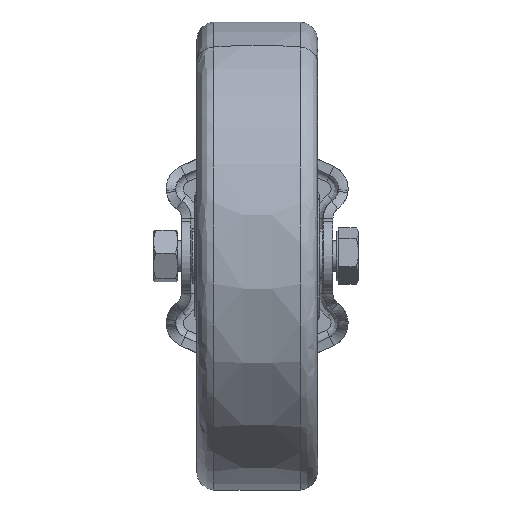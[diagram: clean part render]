
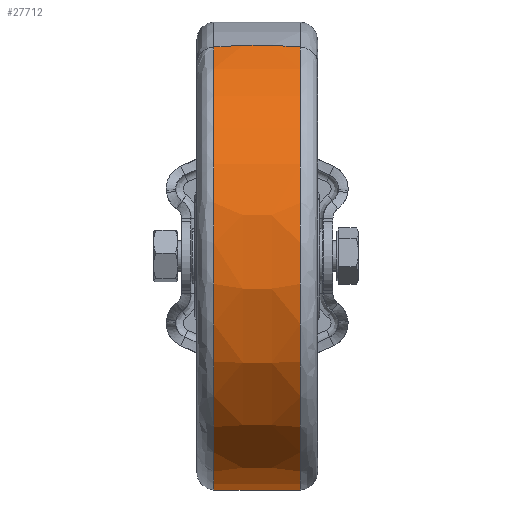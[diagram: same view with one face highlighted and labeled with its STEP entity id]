
A CAD part, front view. The second image highlights one B-rep face of the part: STEP entity #27712.
In plain terms, the highlighted free-form (B-spline) face has degree [3, 3] with [4, 4] control points.
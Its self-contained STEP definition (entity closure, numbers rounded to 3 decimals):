
#968 = VERTEX_POINT ( 'NONE', #28096 ) ;
#2633 = ORIENTED_EDGE ( 'NONE', *, *, #28476, .F. ) ;
#2884 = CARTESIAN_POINT ( 'NONE',  ( -11.458, 0., 0. ) ) ;
#3155 = CARTESIAN_POINT ( 'NONE',  ( 3.83, -125.352, 62.676 ) ) ;
#3804 = VERTEX_POINT ( 'NONE', #10853 ) ;
#4758 = CIRCLE ( 'NONE', #35345, 125. ) ;
#6110 = DIRECTION ( 'NONE',  ( 0., 0., 1. ) ) ;
#6195 = FACE_OUTER_BOUND ( 'NONE', #30062, .T. ) ;
#6374 = CARTESIAN_POINT ( 'NONE',  ( 11.458, 0., -61.974 ) ) ;
#6392 = VERTEX_POINT ( 'NONE', #37826 ) ;
#6619 = ORIENTED_EDGE ( 'NONE', *, *, #26355, .T. ) ;
#7680 = ORIENTED_EDGE ( 'NONE', *, *, #19950, .T. ) ;
#7924 = CARTESIAN_POINT ( 'NONE',  ( 0., 0., 62.5 ) ) ;
#9425 = CARTESIAN_POINT ( 'NONE',  ( -11.458, -123.947, -61.974 ) ) ;
#9558 = CARTESIAN_POINT ( 'NONE',  ( 11.458, -123.947, 61.974 ) ) ;
#10143 = CARTESIAN_POINT ( 'NONE',  ( 0., 0., -62.5 ) ) ;
#10853 = CARTESIAN_POINT ( 'NONE',  ( -11.458, 0., 61.974 ) ) ;
#11099 = DIRECTION ( 'NONE',  ( 0., 0., -1. ) ) ;
#12611 = CARTESIAN_POINT ( 'NONE',  ( -11.458, 0., 61.974 ) ) ;
#13341 = DIRECTION ( 'NONE',  ( 0., 0., 1. ) ) ;
#13875 = DIRECTION ( 'NONE',  ( -1., 0., 0. ) ) ;
#13883 = AXIS2_PLACEMENT_3D ( 'NONE', #32906, #13875, #36114 ) ;
#15831 = CARTESIAN_POINT ( 'NONE',  ( -3.83, -125.352, -62.676 ) ) ;
#17460 = AXIS2_PLACEMENT_3D ( 'NONE', #7924, #30153, #11099 ) ;
#18987 = CARTESIAN_POINT ( 'NONE',  ( -3.83, 0., 62.676 ) ) ;
#19150 = EDGE_CURVE ( 'NONE', #968, #39517, #32797, .T. ) ;
#19950 = EDGE_CURVE ( 'NONE', #3804, #6392, #27296, .T. ) ;
#22212 = CARTESIAN_POINT ( 'NONE',  ( 3.83, -125.352, -62.676 ) ) ;
#23333 = CARTESIAN_POINT ( 'NONE',  ( 11.458, 0., 61.974 ) ) ;
#25156 = DIRECTION ( 'NONE',  ( 1., 0., 0. ) ) ;
#25411 = CARTESIAN_POINT ( 'NONE',  ( 3.83, 0., 62.676 ) ) ;
#26355 = EDGE_CURVE ( 'NONE', #6392, #968, #27205, .T. ) ;
#27205 = CIRCLE ( 'NONE', #17460, 125. ) ;
#27296 = CIRCLE ( 'NONE', #37082, 61.974 ) ;
#27712 = ADVANCED_FACE ( 'NONE', ( #6195 ), #29429, .T. ) ;
#28096 = CARTESIAN_POINT ( 'NONE',  ( 11.458, 0., -61.974 ) ) ;
#28476 = EDGE_CURVE ( 'NONE', #3804, #39517, #4758, .T. ) ;
#28595 = CARTESIAN_POINT ( 'NONE',  ( 11.458, -123.947, -61.974 ) ) ;
#29429 =( BOUNDED_SURFACE ( )  B_SPLINE_SURFACE ( 3, 3, ( 
 ( #34727, #9425, #31667, #12611 ),
 ( #34862, #15831, #38094, #18987 ),
 ( #41313, #22212, #3155, #25411 ),
 ( #6374, #28595, #9558, #31792 ) ),
 .UNSPECIFIED., .F., .F., .T. ) 
 B_SPLINE_SURFACE_WITH_KNOTS ( ( 4, 4 ),
 ( 4, 4 ),
 ( 0., 1. ),
 ( 0., 1. ),
 .UNSPECIFIED. ) 
 GEOMETRIC_REPRESENTATION_ITEM ( )  RATIONAL_B_SPLINE_SURFACE ( (
 ( 1., 0.333, 0.333, 1.),
 ( 0.997, 0.332, 0.332, 0.997),
 ( 0.997, 0.332, 0.332, 0.997),
 ( 1., 0.333, 0.333, 1.) ) ) 
 REPRESENTATION_ITEM ( '' )  SURFACE ( )  );
#30062 = EDGE_LOOP ( 'NONE', ( #7680, #6619, #33029, #2633 ) ) ;
#30153 = DIRECTION ( 'NONE',  ( 0., -1., 0. ) ) ;
#31667 = CARTESIAN_POINT ( 'NONE',  ( -11.458, -123.947, 61.974 ) ) ;
#31792 = CARTESIAN_POINT ( 'NONE',  ( 11.458, 0., 61.974 ) ) ;
#32379 = DIRECTION ( 'NONE',  ( 0., 1., 0. ) ) ;
#32797 = CIRCLE ( 'NONE', #13883, 61.974 ) ;
#32906 = CARTESIAN_POINT ( 'NONE',  ( 11.458, 0., 0. ) ) ;
#33029 = ORIENTED_EDGE ( 'NONE', *, *, #19150, .T. ) ;
#34727 = CARTESIAN_POINT ( 'NONE',  ( -11.458, 0., -61.974 ) ) ;
#34862 = CARTESIAN_POINT ( 'NONE',  ( -3.83, 0., -62.676 ) ) ;
#35345 = AXIS2_PLACEMENT_3D ( 'NONE', #10143, #32379, #13341 ) ;
#36114 = DIRECTION ( 'NONE',  ( 0., 0., 1. ) ) ;
#37082 = AXIS2_PLACEMENT_3D ( 'NONE', #2884, #25156, #6110 ) ;
#37826 = CARTESIAN_POINT ( 'NONE',  ( -11.458, 0., -61.974 ) ) ;
#38094 = CARTESIAN_POINT ( 'NONE',  ( -3.83, -125.352, 62.676 ) ) ;
#39517 = VERTEX_POINT ( 'NONE', #23333 ) ;
#41313 = CARTESIAN_POINT ( 'NONE',  ( 3.83, 0., -62.676 ) ) ;
